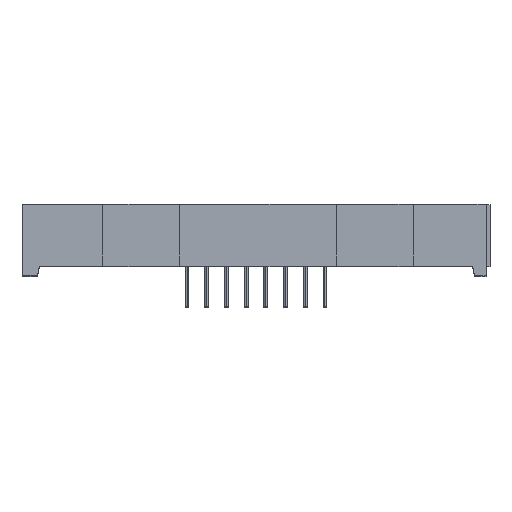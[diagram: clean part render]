
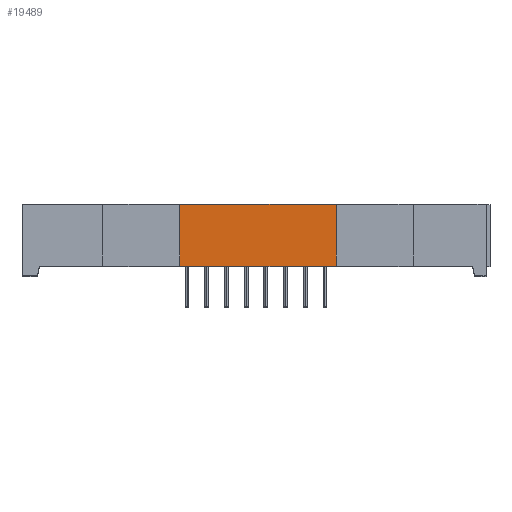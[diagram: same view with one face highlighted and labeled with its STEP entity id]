
A CAD part, top view. The second image highlights one B-rep face of the part: STEP entity #19489.
In plain terms, the highlighted planar face has unit normal (0, 0, 1).
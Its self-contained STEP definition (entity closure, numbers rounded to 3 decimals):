
#9905 = CARTESIAN_POINT ( 'NONE',  ( -9.85, -3.35, 30.15 ) ) ;
#9906 = DIRECTION ( 'NONE',  ( 1., 0., 0. ) ) ;
#9907 = VECTOR ( 'NONE', #9906, 1000. ) ;
#9908 = CARTESIAN_POINT ( 'NONE',  ( 0., -3.35, 30.15 ) ) ;
#9909 = LINE ( 'NONE', #9908, #9907 ) ;
#9910 = CARTESIAN_POINT ( 'NONE',  ( 10.35, -3.35, 30.15 ) ) ;
#10328 = CARTESIAN_POINT ( 'NONE',  ( -9.85, 4.6, 30.15 ) ) ;
#10415 = CARTESIAN_POINT ( 'NONE',  ( 10.35, 4.6, 30.15 ) ) ;
#10416 = DIRECTION ( 'NONE',  ( -1., 0., 0. ) ) ;
#10417 = VECTOR ( 'NONE', #10416, 1000. ) ;
#10418 = CARTESIAN_POINT ( 'NONE',  ( 30.15, 4.6, 30.15 ) ) ;
#10419 = LINE ( 'NONE', #10418, #10417 ) ;
#10875 = FACE_OUTER_BOUND ( 'NONE', #19490, .T. ) ;
#10910 = DIRECTION ( 'NONE',  ( 0., 1., 0. ) ) ;
#10911 = VECTOR ( 'NONE', #10910, 1000. ) ;
#10912 = CARTESIAN_POINT ( 'NONE',  ( -9.85, 0., 30.15 ) ) ;
#10913 = LINE ( 'NONE', #10912, #10911 ) ;
#10914 = DIRECTION ( 'NONE',  ( 0., 1., 0. ) ) ;
#10915 = VECTOR ( 'NONE', #10914, 1000. ) ;
#10916 = CARTESIAN_POINT ( 'NONE',  ( 10.35, -8.6, 30.15 ) ) ;
#10917 = DIRECTION ( 'NONE',  ( -1., 0., 0. ) ) ;
#10919 = DIRECTION ( 'NONE',  ( 0., 0., -1. ) ) ;
#10921 = CARTESIAN_POINT ( 'NONE',  ( 30.15, 0., 30.15 ) ) ;
#10922 = AXIS2_PLACEMENT_3D ( 'NONE', #10921, #10919, #10917 ) ;
#10923 = LINE ( 'NONE', #10916, #10915 ) ;
#10924 = PLANE ( 'NONE',  #10922 ) ;
#18989 = VERTEX_POINT ( 'NONE', #9910 ) ;
#18991 = EDGE_CURVE ( 'NONE', #18992, #18989, #9909, .T. ) ;
#18992 = VERTEX_POINT ( 'NONE', #9905 ) ;
#19162 = VERTEX_POINT ( 'NONE', #10328 ) ;
#19226 = EDGE_CURVE ( 'NONE', #19227, #19162, #10419, .T. ) ;
#19227 = VERTEX_POINT ( 'NONE', #10415 ) ;
#19489 = ADVANCED_FACE ( 'NONE', ( #10875 ), #10924, .F. ) ;
#19490 = EDGE_LOOP ( 'NONE', ( #19491, #19492, #19494, #19495 ) ) ;
#19491 = ORIENTED_EDGE ( 'NONE', *, *, #18991, .T. ) ;
#19492 = ORIENTED_EDGE ( 'NONE', *, *, #19493, .T. ) ;
#19493 = EDGE_CURVE ( 'NONE', #18989, #19227, #10923, .T. ) ;
#19494 = ORIENTED_EDGE ( 'NONE', *, *, #19226, .T. ) ;
#19495 = ORIENTED_EDGE ( 'NONE', *, *, #19496, .F. ) ;
#19496 = EDGE_CURVE ( 'NONE', #18992, #19162, #10913, .T. ) ;
